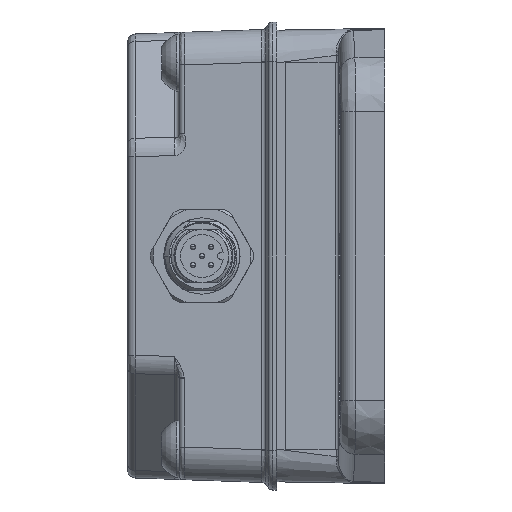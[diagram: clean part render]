
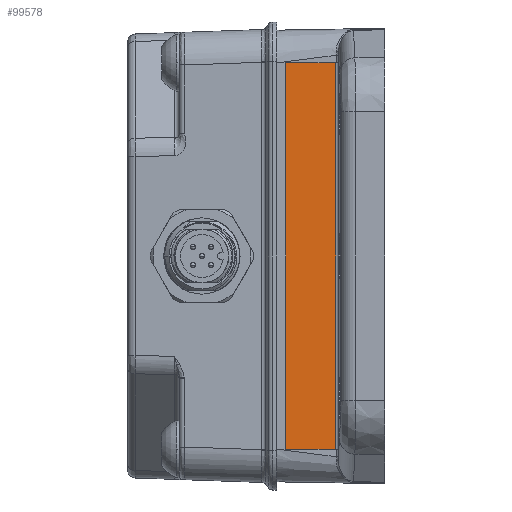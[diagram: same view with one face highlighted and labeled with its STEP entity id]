
A CAD part, left-side view. The second image highlights one B-rep face of the part: STEP entity #99578.
In plain terms, the highlighted planar face has unit normal (-1, 0, 0).
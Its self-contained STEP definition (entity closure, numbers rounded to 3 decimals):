
#24377=DIRECTION('',(0.,-1.,0.));
#24378=VECTOR('',#24377,9.709);
#24379=CARTESIAN_POINT('',(-63.1,19.2,-37.5));
#24380=LINE('',#24379,#24378);
#24385=DIRECTION('',(0.,0.,-1.));
#24386=VECTOR('',#24385,75.);
#24387=CARTESIAN_POINT('',(-63.1,19.2,37.5));
#24388=LINE('',#24387,#24386);
#24402=DIRECTION('',(0.,0.,-1.));
#24403=VECTOR('',#24402,75.);
#24404=CARTESIAN_POINT('',(-63.1,9.491,37.5));
#24405=LINE('',#24404,#24403);
#24406=DIRECTION('',(0.,-1.,0.));
#24407=VECTOR('',#24406,9.709);
#24408=CARTESIAN_POINT('',(-63.1,19.2,37.5));
#24409=LINE('',#24408,#24407);
#70811=CARTESIAN_POINT('',(-63.1,19.2,37.5));
#70812=CARTESIAN_POINT('',(-63.1,19.2,-37.5));
#70813=VERTEX_POINT('',#70811);
#70814=VERTEX_POINT('',#70812);
#71070=CARTESIAN_POINT('',(-63.1,9.491,-37.5));
#71072=VERTEX_POINT('',#71070);
#71073=CARTESIAN_POINT('',(-63.1,9.491,37.5));
#71074=VERTEX_POINT('',#71073);
#99567=CARTESIAN_POINT('',(-63.1,19.2,37.5));
#99568=DIRECTION('',(1.,0.,0.));
#99569=DIRECTION('',(0.,0.,-1.));
#99570=AXIS2_PLACEMENT_3D('',#99567,#99568,#99569);
#99571=PLANE('',#99570);
#99572=ORIENTED_EDGE('',*,*,#99513,.T.);
#99573=ORIENTED_EDGE('',*,*,#99532,.F.);
#99574=ORIENTED_EDGE('',*,*,#99545,.F.);
#99575=ORIENTED_EDGE('',*,*,#99557,.T.);
#99576=EDGE_LOOP('',(#99572,#99573,#99574,#99575));
#99577=FACE_OUTER_BOUND('',#99576,.F.);
#99578=ADVANCED_FACE('',(#99577),#99571,.F.);
#99513=EDGE_CURVE('',#71074,#71072,#24405,.T.);
#99532=EDGE_CURVE('',#70814,#71072,#24380,.T.);
#99545=EDGE_CURVE('',#70813,#70814,#24388,.T.);
#99557=EDGE_CURVE('',#70813,#71074,#24409,.T.);
